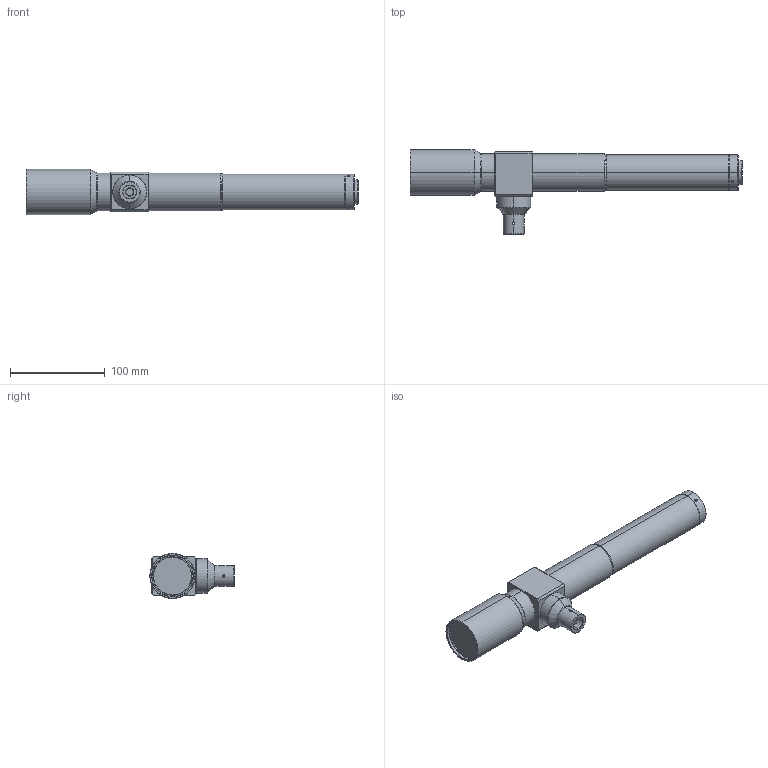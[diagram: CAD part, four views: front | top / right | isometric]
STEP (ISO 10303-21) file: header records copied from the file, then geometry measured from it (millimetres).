
FILE_DESCRIPTION (( 'STEP AP203' ), '1' );
FILE_NAME ('WWK60-178C-111V3.STEP', '2022-10-25T08:10:57', ( '' ), ( '' ), 'SwSTEP 2.0', 'SolidWorks 2017', '' );
FILE_SCHEMA (( 'CONFIG_CONTROL_DESIGN' ));
Length unit declared in the file: millimetre
Products named in the file (1): WWK60-178C-111V3
Bounding box: 351.26 x 89.2 x 48 mm (x, y, z)
Volume: 504871.9 mm3; surface area: 56823.6 mm2
Topology: 1 solids, 3 shells, 221 faces, 502 edges, 312 vertices
Faces by surface type: cylinder 89, plane 84, cone 36, torus 12
Entity records: 6917 total; most frequent: CARTESIAN_POINT 1838, DIRECTION 1070, ORIENTED_EDGE 1004, EDGE_CURVE 502, AXIS2_PLACEMENT_3D 412, VERTEX_POINT 312, EDGE_LOOP 254, VECTOR 246
